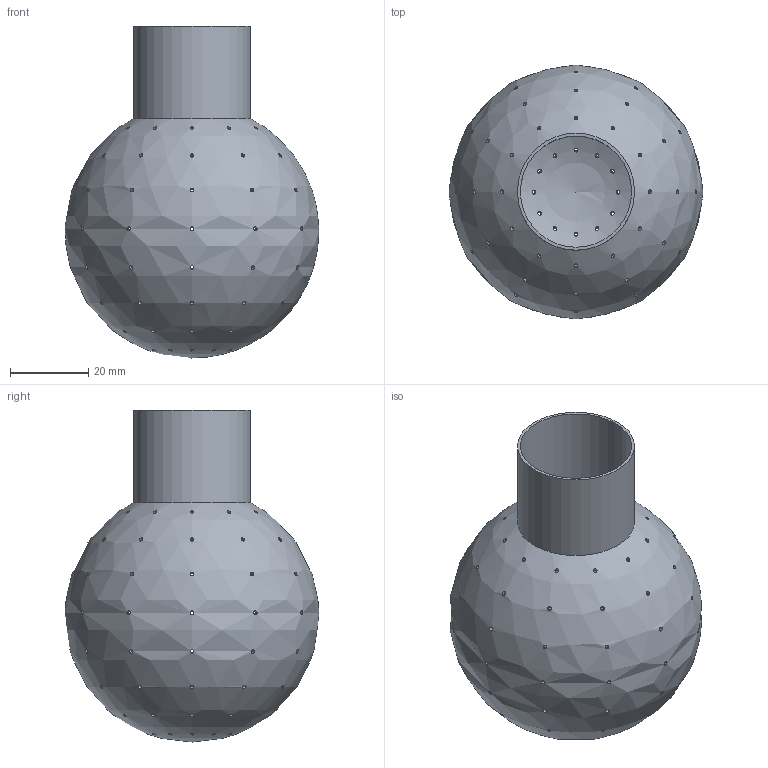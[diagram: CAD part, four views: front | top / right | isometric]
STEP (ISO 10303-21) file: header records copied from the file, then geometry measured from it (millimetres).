
FILE_DESCRIPTION(/* description */ ('5319 Mycí hlavice '),/* implementation_level */ '2;1');
FILE_NAME(/* name */ '27010065000.stp',/* time_stamp */ '2016-01-12T08:38:15+01:00',/* author */ ('Struska'),/* organization */ ('Bupospol'),/* preprocessor_version */ 'ST-DEVELOPER v15.6',/* originating_system */ 'Autodesk Inventor 2015',/* authorisation */ '');
FILE_SCHEMA (('CONFIG_CONTROL_DESIGN'));
Length unit declared in the file: millimetre
Products named in the file (1): 27010065000
Bounding box: 65 x 65 x 85.09 mm (x, y, z)
Volume: 13744.9 mm3; surface area: 28971.4 mm2
Topology: 1 solids, 1 shells, 102 faces, 332 edges, 216 vertices
Faces by surface type: cylinder 98, plane 2, sphere 2
Full cylindrical faces by diameter (mm): 1 x96, 28.5 x1, 30 x1
Entity records: 3504 total; most frequent: DIRECTION 600, CARTESIAN_POINT 497, EDGE_LOOP 394, ORIENTED_EDGE 394, AXIS2_PLACEMENT_3D 300, FACE_BOUND 292, CIRCLE 197, VERTEX_POINT 197
